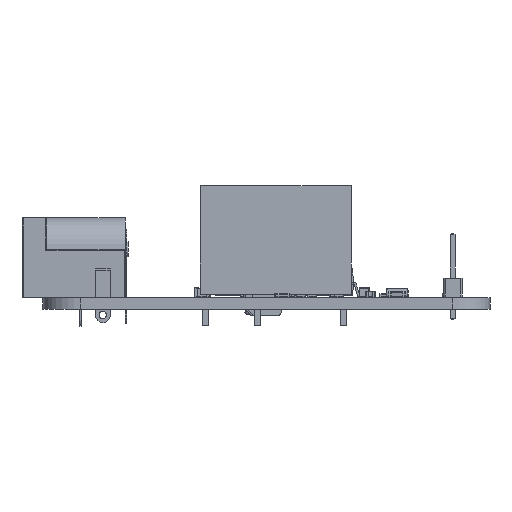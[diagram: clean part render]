
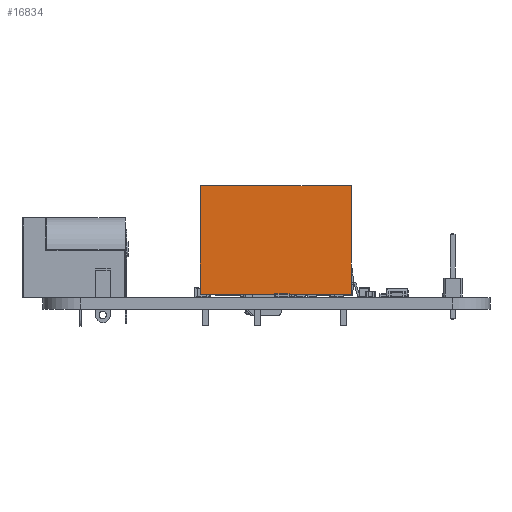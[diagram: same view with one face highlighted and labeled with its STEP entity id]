
A CAD part, left-side view. The second image highlights one B-rep face of the part: STEP entity #16834.
In plain terms, the highlighted face is planar.
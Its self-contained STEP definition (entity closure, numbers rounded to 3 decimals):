
#16799 = VERTEX_POINT('',#16800);
#16800 = CARTESIAN_POINT('',(5.804,-19.143,0.406));
#16808 = EDGE_CURVE('',#16809,#16799,#16811,.T.);
#16809 = VERTEX_POINT('',#16810);
#16810 = CARTESIAN_POINT('',(5.804,-19.143,14.91));
#16811 = LINE('',#16812,#16813);
#16812 = CARTESIAN_POINT('',(5.804,-19.143,14.91));
#16813 = VECTOR('',#16814,1.);
#16814 = DIRECTION('',(0.,0.,-1.));
#16834 = ADVANCED_FACE('',(#16835),#16860,.T.);
#16835 = FACE_BOUND('',#16836,.T.);
#16836 = EDGE_LOOP('',(#16837,#16845,#16853,#16859));
#16837 = ORIENTED_EDGE('',*,*,#16838,.F.);
#16838 = EDGE_CURVE('',#16839,#16799,#16841,.T.);
#16839 = VERTEX_POINT('',#16840);
#16840 = CARTESIAN_POINT('',(5.804,1.05,0.406));
#16841 = LINE('',#16842,#16843);
#16842 = CARTESIAN_POINT('',(5.804,1.05,0.406));
#16843 = VECTOR('',#16844,1.);
#16844 = DIRECTION('',(0.,-1.,0.));
#16845 = ORIENTED_EDGE('',*,*,#16846,.F.);
#16846 = EDGE_CURVE('',#16847,#16839,#16849,.T.);
#16847 = VERTEX_POINT('',#16848);
#16848 = CARTESIAN_POINT('',(5.804,1.05,14.91));
#16849 = LINE('',#16850,#16851);
#16850 = CARTESIAN_POINT('',(5.804,1.05,14.91));
#16851 = VECTOR('',#16852,1.);
#16852 = DIRECTION('',(0.,0.,-1.));
#16853 = ORIENTED_EDGE('',*,*,#16854,.F.);
#16854 = EDGE_CURVE('',#16809,#16847,#16855,.T.);
#16855 = LINE('',#16856,#16857);
#16856 = CARTESIAN_POINT('',(5.804,-19.143,14.91));
#16857 = VECTOR('',#16858,1.);
#16858 = DIRECTION('',(0.,1.,0.));
#16859 = ORIENTED_EDGE('',*,*,#16808,.T.);
#16860 = PLANE('',#16861);
#16861 = AXIS2_PLACEMENT_3D('',#16862,#16863,#16864);
#16862 = CARTESIAN_POINT('',(5.804,-19.143,0.406));
#16863 = DIRECTION('',(1.,0.,0.));
#16864 = DIRECTION('',(0.,0.,1.));
